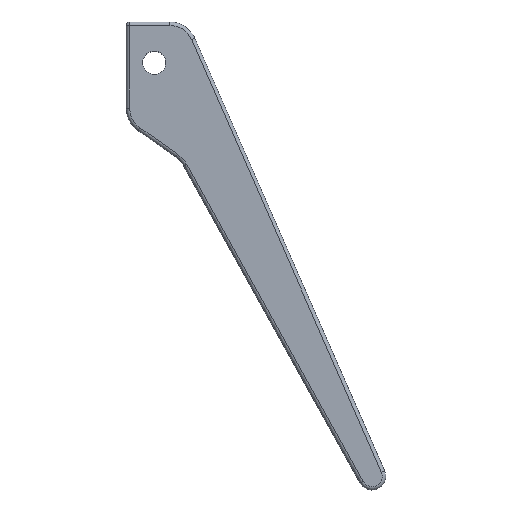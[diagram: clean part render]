
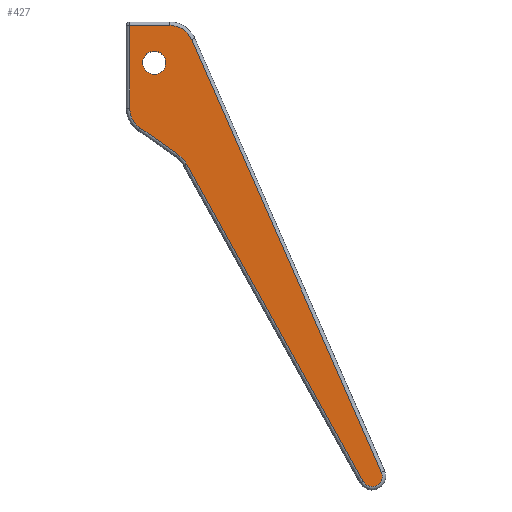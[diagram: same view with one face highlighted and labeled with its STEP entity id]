
A CAD part, top view. The second image highlights one B-rep face of the part: STEP entity #427.
In plain terms, the highlighted planar face has unit normal (0, 0, 1).
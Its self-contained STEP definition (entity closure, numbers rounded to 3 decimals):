
#12 = CARTESIAN_POINT ( 'NONE',  ( 36.1, -52., 3. ) ) ;
#32 = DIRECTION ( 'NONE',  ( -0.402, 0.916, 0. ) ) ;
#33 = EDGE_CURVE ( 'NONE', #1390, #1289, #139, .T. ) ;
#37 = EDGE_CURVE ( 'NONE', #1294, #1393, #671, .T. ) ;
#40 = CARTESIAN_POINT ( 'NONE',  ( 5.8, 8.742, 3. ) ) ;
#41 = CARTESIAN_POINT ( 'NONE',  ( 34.789, -52.729, 3. ) ) ;
#51 = VERTEX_POINT ( 'NONE', #1207 ) ;
#57 = CIRCLE ( 'NONE', #290, 1.5 ) ;
#65 = ORIENTED_EDGE ( 'NONE', *, *, #1210, .T. ) ;
#81 = CIRCLE ( 'NONE', #265, 1.7 ) ;
#105 = CARTESIAN_POINT ( 'NONE',  ( 4., 2.082, 3. ) ) ;
#125 = EDGE_CURVE ( 'NONE', #404, #768, #153, .T. ) ;
#139 = CIRCLE ( 'NONE', #1057, 1.7 ) ;
#152 = VECTOR ( 'NONE', #32, 1000. ) ;
#153 = LINE ( 'NONE', #924, #756 ) ;
#175 = ORIENTED_EDGE ( 'NONE', *, *, #576, .T. ) ;
#182 = CARTESIAN_POINT ( 'NONE',  ( 6.387, 14.242, 3. ) ) ;
#220 = VERTEX_POINT ( 'NONE', #1077 ) ;
#248 = DIRECTION ( 'NONE',  ( 0., 0., 1. ) ) ;
#265 = AXIS2_PLACEMENT_3D ( 'NONE', #372, #800, #1379 ) ;
#290 = AXIS2_PLACEMENT_3D ( 'NONE', #992, #667, #563 ) ;
#300 = ORIENTED_EDGE ( 'NONE', *, *, #37, .T. ) ;
#318 = ORIENTED_EDGE ( 'NONE', *, *, #764, .T. ) ;
#352 = DIRECTION ( 'NONE',  ( 0., 0., 1. ) ) ;
#372 = CARTESIAN_POINT ( 'NONE',  ( 4.1, 8.742, 3. ) ) ;
#399 = EDGE_CURVE ( 'NONE', #491, #957, #701, .T. ) ;
#404 = VERTEX_POINT ( 'NONE', #538 ) ;
#427 = ADVANCED_FACE ( 'NONE', ( #456, #1410 ), #995, .F. ) ;
#447 = CIRCLE ( 'NONE', #852, 4.5 ) ;
#456 = FACE_OUTER_BOUND ( 'NONE', #977, .T. ) ;
#457 = DIRECTION ( 'NONE',  ( 1., 0., 0. ) ) ;
#470 = ORIENTED_EDGE ( 'NONE', *, *, #399, .T. ) ;
#491 = VERTEX_POINT ( 'NONE', #574 ) ;
#538 = CARTESIAN_POINT ( 'NONE',  ( 1.992, -0.785, 3. ) ) ;
#546 = EDGE_LOOP ( 'NONE', ( #1282, #775 ) ) ;
#563 = DIRECTION ( 'NONE',  ( -1., 0., 0. ) ) ;
#564 = LINE ( 'NONE', #694, #152 ) ;
#574 = CARTESIAN_POINT ( 'NONE',  ( 9.592, 12.148, 3. ) ) ;
#576 = EDGE_CURVE ( 'NONE', #957, #1294, #598, .T. ) ;
#598 = LINE ( 'NONE', #1061, #947 ) ;
#624 = EDGE_CURVE ( 'NONE', #1289, #1390, #81, .T. ) ;
#667 = DIRECTION ( 'NONE',  ( 0., 0., 1. ) ) ;
#671 = LINE ( 'NONE', #1098, #1349 ) ;
#686 = DIRECTION ( 'NONE',  ( 0.486, -0.874, 0. ) ) ;
#694 = CARTESIAN_POINT ( 'NONE',  ( 9.592, 12.148, 3. ) ) ;
#699 = ORIENTED_EDGE ( 'NONE', *, *, #1196, .T. ) ;
#700 = DIRECTION ( 'NONE',  ( -1., 0., 0. ) ) ;
#701 = CIRCLE ( 'NONE', #1137, 3.5 ) ;
#719 = AXIS2_PLACEMENT_3D ( 'NONE', #105, #966, #1399 ) ;
#730 = DIRECTION ( 'NONE',  ( -1., 0., 0. ) ) ;
#751 = CARTESIAN_POINT ( 'NONE',  ( 7.533, -4.664, 3. ) ) ;
#756 = VECTOR ( 'NONE', #910, 1000. ) ;
#764 = EDGE_CURVE ( 'NONE', #1393, #404, #806, .T. ) ;
#768 = VERTEX_POINT ( 'NONE', #751 ) ;
#775 = ORIENTED_EDGE ( 'NONE', *, *, #624, .F. ) ;
#793 = LINE ( 'NONE', #41, #1386 ) ;
#800 = DIRECTION ( 'NONE',  ( 0., 0., 1. ) ) ;
#806 = CIRCLE ( 'NONE', #719, 3.5 ) ;
#826 = ORIENTED_EDGE ( 'NONE', *, *, #863, .T. ) ;
#852 = AXIS2_PLACEMENT_3D ( 'NONE', #1275, #1046, #700 ) ;
#863 = EDGE_CURVE ( 'NONE', #1105, #220, #57, .T. ) ;
#885 = DIRECTION ( 'NONE',  ( -1., 0., 0. ) ) ;
#893 = CARTESIAN_POINT ( 'NONE',  ( 6.387, 10.742, 3. ) ) ;
#910 = DIRECTION ( 'NONE',  ( 0.819, -0.574, 0. ) ) ;
#924 = CARTESIAN_POINT ( 'NONE',  ( 7.533, -4.664, 3. ) ) ;
#944 = CARTESIAN_POINT ( 'NONE',  ( 2.4, 8.742, 3. ) ) ;
#947 = VECTOR ( 'NONE', #730, 1000. ) ;
#957 = VERTEX_POINT ( 'NONE', #182 ) ;
#966 = DIRECTION ( 'NONE',  ( 0., 0., 1. ) ) ;
#972 = EDGE_CURVE ( 'NONE', #768, #51, #447, .T. ) ;
#977 = EDGE_LOOP ( 'NONE', ( #65, #826, #699, #470, #175, #300, #318, #1075, #1113 ) ) ;
#981 = DIRECTION ( 'NONE',  ( 0., -1., 0. ) ) ;
#992 = CARTESIAN_POINT ( 'NONE',  ( 36.1, -52., 3. ) ) ;
#995 = PLANE ( 'NONE',  #996 ) ;
#996 = AXIS2_PLACEMENT_3D ( 'NONE', #12, #1329, #1211 ) ;
#1046 = DIRECTION ( 'NONE',  ( 0., 0., -1. ) ) ;
#1049 = CARTESIAN_POINT ( 'NONE',  ( 0.5, 14.242, 3. ) ) ;
#1057 = AXIS2_PLACEMENT_3D ( 'NONE', #1212, #352, #457 ) ;
#1061 = CARTESIAN_POINT ( 'NONE',  ( 0.5, 14.242, 3. ) ) ;
#1075 = ORIENTED_EDGE ( 'NONE', *, *, #125, .T. ) ;
#1077 = CARTESIAN_POINT ( 'NONE',  ( 37.474, -51.397, 3. ) ) ;
#1098 = CARTESIAN_POINT ( 'NONE',  ( 0.5, 2.082, 3. ) ) ;
#1105 = VERTEX_POINT ( 'NONE', #1237 ) ;
#1113 = ORIENTED_EDGE ( 'NONE', *, *, #972, .T. ) ;
#1137 = AXIS2_PLACEMENT_3D ( 'NONE', #893, #248, #885 ) ;
#1196 = EDGE_CURVE ( 'NONE', #220, #491, #564, .T. ) ;
#1207 = CARTESIAN_POINT ( 'NONE',  ( 8.884, -6.163, 3. ) ) ;
#1210 = EDGE_CURVE ( 'NONE', #51, #1105, #793, .T. ) ;
#1211 = DIRECTION ( 'NONE',  ( -1., 0., 0. ) ) ;
#1212 = CARTESIAN_POINT ( 'NONE',  ( 4.1, 8.742, 3. ) ) ;
#1237 = CARTESIAN_POINT ( 'NONE',  ( 34.789, -52.729, 3. ) ) ;
#1275 = CARTESIAN_POINT ( 'NONE',  ( 4.952, -8.35, 3. ) ) ;
#1282 = ORIENTED_EDGE ( 'NONE', *, *, #33, .F. ) ;
#1289 = VERTEX_POINT ( 'NONE', #944 ) ;
#1294 = VERTEX_POINT ( 'NONE', #1049 ) ;
#1329 = DIRECTION ( 'NONE',  ( 0., 0., -1. ) ) ;
#1347 = CARTESIAN_POINT ( 'NONE',  ( 0.5, 2.082, 3. ) ) ;
#1349 = VECTOR ( 'NONE', #981, 1000. ) ;
#1379 = DIRECTION ( 'NONE',  ( 1., 0., 0. ) ) ;
#1386 = VECTOR ( 'NONE', #686, 1000. ) ;
#1390 = VERTEX_POINT ( 'NONE', #40 ) ;
#1393 = VERTEX_POINT ( 'NONE', #1347 ) ;
#1399 = DIRECTION ( 'NONE',  ( -1., 0., 0. ) ) ;
#1410 = FACE_BOUND ( 'NONE', #546, .T. ) ;
